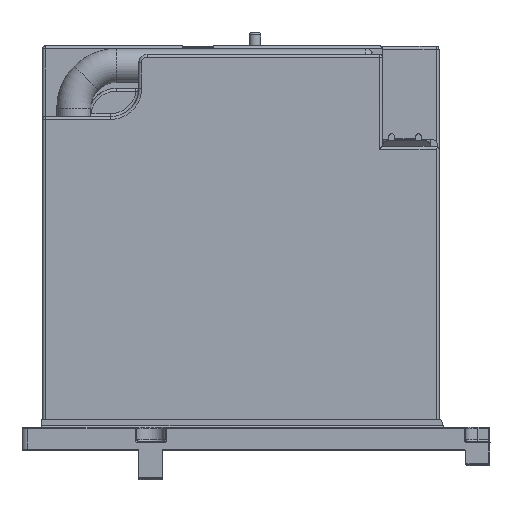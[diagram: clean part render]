
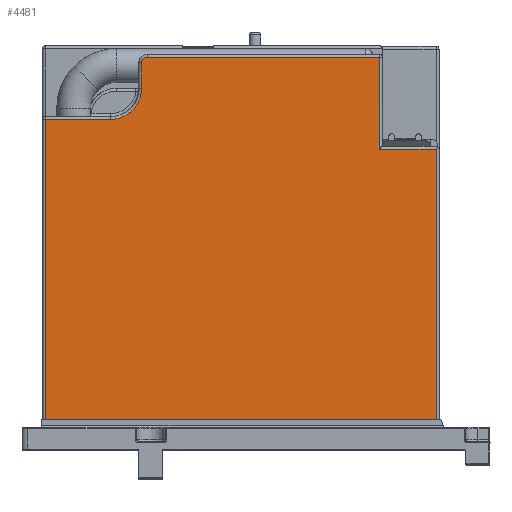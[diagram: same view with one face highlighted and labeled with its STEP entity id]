
A CAD part, top view. The second image highlights one B-rep face of the part: STEP entity #4481.
In plain terms, the highlighted planar face has unit normal (0, 0, 1).
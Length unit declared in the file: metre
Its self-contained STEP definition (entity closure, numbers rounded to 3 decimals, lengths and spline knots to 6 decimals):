
#365=DIRECTION('',(1.,0.,0.));
#366=VECTOR('',#365,0.023);
#367=CARTESIAN_POINT('',(-0.071,0.11775,0.065));
#368=LINE('',#367,#366);
#384=DIRECTION('',(0.,1.,0.));
#385=VECTOR('',#384,0.106);
#386=CARTESIAN_POINT('',(-0.071,0.01175,0.065));
#387=LINE('',#386,#385);
#392=DIRECTION('',(1.,0.,0.));
#393=VECTOR('',#392,0.138);
#394=CARTESIAN_POINT('',(-0.071,0.01175,0.065));
#395=LINE('',#394,#393);
#396=CARTESIAN_POINT('',(-0.048,0.12875,0.065));
#397=DIRECTION('',(0.,0.,-1.));
#398=DIRECTION('',(1.,0.,0.));
#399=AXIS2_PLACEMENT_3D('',#396,#397,#398);
#401=CARTESIAN_POINT('',(-0.035,0.13775,0.065));
#402=DIRECTION('',(0.,0.,1.));
#403=DIRECTION('',(0.,1.,0.));
#404=AXIS2_PLACEMENT_3D('',#401,#402,#403);
#417=DIRECTION('',(0.,-1.,0.));
#418=VECTOR('',#417,0.0955);
#419=CARTESIAN_POINT('',(0.067,0.10725,0.065));
#420=LINE('',#419,#418);
#2239=DIRECTION('',(0.,-1.,0.));
#2240=VECTOR('',#2239,0.0325);
#2241=CARTESIAN_POINT('',(0.047,0.13975,0.065));
#2242=LINE('',#2241,#2240);
#2261=DIRECTION('',(1.,0.,0.));
#2262=VECTOR('',#2261,0.02);
#2263=CARTESIAN_POINT('',(0.047,0.10725,0.065));
#2264=LINE('',#2263,#2262);
#2269=DIRECTION('',(1.,0.,0.));
#2270=VECTOR('',#2269,0.082);
#2271=CARTESIAN_POINT('',(-0.035,0.13975,0.065));
#2272=LINE('',#2271,#2270);
#2292=DIRECTION('',(0.,1.,0.));
#2293=VECTOR('',#2292,0.009);
#2294=CARTESIAN_POINT('',(-0.037,0.12875,0.065));
#2295=LINE('',#2294,#2293);
#3065=CARTESIAN_POINT('',(0.067,0.01175,0.065));
#3066=VERTEX_POINT('',#3065);
#3067=CARTESIAN_POINT('',(0.067,0.10725,0.065));
#3068=VERTEX_POINT('',#3067);
#3077=CARTESIAN_POINT('',(-0.071,0.01175,0.065));
#3078=VERTEX_POINT('',#3077);
#3442=CARTESIAN_POINT('',(-0.048,0.11775,0.065));
#3443=VERTEX_POINT('',#3442);
#3444=CARTESIAN_POINT('',(-0.071,0.11775,0.065));
#3445=VERTEX_POINT('',#3444);
#3446=CARTESIAN_POINT('',(-0.037,0.12875,0.065));
#3447=VERTEX_POINT('',#3446);
#3450=CARTESIAN_POINT('',(-0.037,0.13775,0.065));
#3451=VERTEX_POINT('',#3450);
#3456=CARTESIAN_POINT('',(-0.035,0.13975,0.065));
#3457=VERTEX_POINT('',#3456);
#3460=CARTESIAN_POINT('',(0.047,0.13975,0.065));
#3461=VERTEX_POINT('',#3460);
#3498=CARTESIAN_POINT('',(0.047,0.10725,0.065));
#3499=VERTEX_POINT('',#3498);
#4456=CARTESIAN_POINT('',(-0.072,0.14375,0.065));
#4457=DIRECTION('',(0.,0.,-1.));
#4458=DIRECTION('',(0.,-1.,0.));
#4459=AXIS2_PLACEMENT_3D('',#4456,#4457,#4458);
#4460=PLANE('',#4459);
#4462=ORIENTED_EDGE('',*,*,#4461,.T.);
#4464=ORIENTED_EDGE('',*,*,#4463,.F.);
#4465=ORIENTED_EDGE('',*,*,#4439,.T.);
#4466=ORIENTED_EDGE('',*,*,#4402,.T.);
#4468=ORIENTED_EDGE('',*,*,#4467,.F.);
#4470=ORIENTED_EDGE('',*,*,#4469,.T.);
#4472=ORIENTED_EDGE('',*,*,#4471,.F.);
#4474=ORIENTED_EDGE('',*,*,#4473,.T.);
#4476=ORIENTED_EDGE('',*,*,#4475,.T.);
#4478=ORIENTED_EDGE('',*,*,#4477,.T.);
#4479=EDGE_LOOP('',(#4462,#4464,#4465,#4466,#4468,#4470,#4472,#4474,#4476,
#4478));
#4480=FACE_OUTER_BOUND('',#4479,.F.);
#4481=ADVANCED_FACE('',(#4480),#4460,.F.);
#400=CIRCLE('',#399,0.011);
#405=CIRCLE('',#404,0.002);
#4402=EDGE_CURVE('',#3445,#3443,#368,.T.);
#4439=EDGE_CURVE('',#3078,#3445,#387,.T.);
#4461=EDGE_CURVE('',#3068,#3066,#420,.T.);
#4463=EDGE_CURVE('',#3078,#3066,#395,.T.);
#4467=EDGE_CURVE('',#3447,#3443,#400,.T.);
#4469=EDGE_CURVE('',#3447,#3451,#2295,.T.);
#4471=EDGE_CURVE('',#3457,#3451,#405,.T.);
#4473=EDGE_CURVE('',#3457,#3461,#2272,.T.);
#4475=EDGE_CURVE('',#3461,#3499,#2242,.T.);
#4477=EDGE_CURVE('',#3499,#3068,#2264,.T.);
